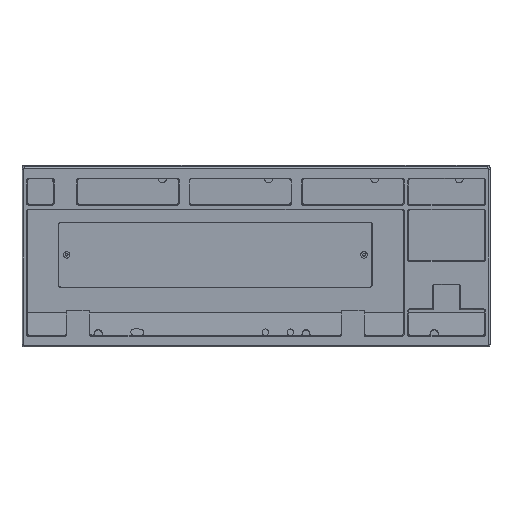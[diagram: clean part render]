
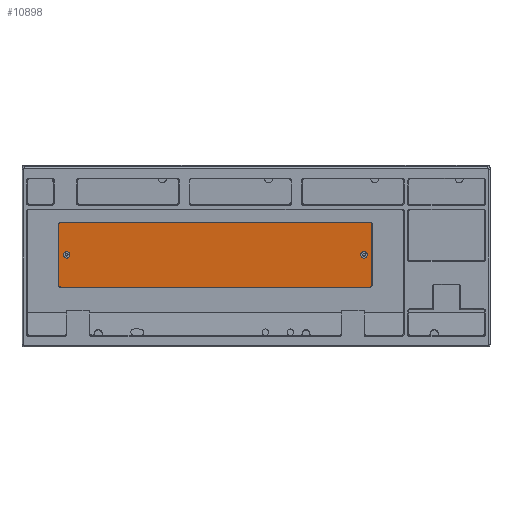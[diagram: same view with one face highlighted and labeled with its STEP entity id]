
A CAD part, top view. The second image highlights one B-rep face of the part: STEP entity #10898.
In plain terms, the highlighted planar face has unit normal (0, -0.079, 0.997).
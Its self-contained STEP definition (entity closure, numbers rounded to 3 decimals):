
#228=FACE_BOUND('',#3600,.T.);
#229=FACE_BOUND('',#3601,.T.);
#1119=LINE('',#19902,#2020);
#1125=LINE('',#19922,#2026);
#1128=LINE('',#19930,#2029);
#1130=LINE('',#19936,#2031);
#2020=VECTOR('',#15559,10.);
#2026=VECTOR('',#15579,10.);
#2029=VECTOR('',#15588,10.);
#2031=VECTOR('',#15596,10.);
#2936=FACE_OUTER_BOUND('',#3599,.T.);
#3599=EDGE_LOOP('',(#10044,#10045,#10046,#10047,#10048,#10049,#10050,#10051));
#3600=EDGE_LOOP('',(#10052));
#3601=EDGE_LOOP('',(#10053));
#4222=CIRCLE('',#12163,2.5);
#4225=CIRCLE('',#12168,2.5);
#4227=CIRCLE('',#12172,2.);
#4232=CIRCLE('',#12180,2.);
#4233=CIRCLE('',#12183,2.);
#4234=CIRCLE('',#12186,2.);
#5239=VERTEX_POINT('',#19871);
#5242=VERTEX_POINT('',#19881);
#5244=VERTEX_POINT('',#19889);
#5245=VERTEX_POINT('',#19890);
#5249=VERTEX_POINT('',#19900);
#5255=VERTEX_POINT('',#19916);
#5256=VERTEX_POINT('',#19920);
#5257=VERTEX_POINT('',#19924);
#5258=VERTEX_POINT('',#19928);
#5259=VERTEX_POINT('',#19932);
#6826=EDGE_CURVE('',#5239,#5239,#4222,.T.);
#6831=EDGE_CURVE('',#5242,#5242,#4225,.T.);
#6834=EDGE_CURVE('',#5244,#5245,#4227,.T.);
#6840=EDGE_CURVE('',#5244,#5249,#1119,.T.);
#6847=EDGE_CURVE('',#5255,#5249,#4232,.T.);
#6850=EDGE_CURVE('',#5255,#5256,#1125,.T.);
#6851=EDGE_CURVE('',#5257,#5256,#4233,.T.);
#6854=EDGE_CURVE('',#5257,#5258,#1128,.T.);
#6855=EDGE_CURVE('',#5259,#5258,#4234,.T.);
#6857=EDGE_CURVE('',#5259,#5245,#1130,.T.);
#10044=ORIENTED_EDGE('',*,*,#6834,.F.);
#10045=ORIENTED_EDGE('',*,*,#6840,.T.);
#10046=ORIENTED_EDGE('',*,*,#6847,.F.);
#10047=ORIENTED_EDGE('',*,*,#6850,.T.);
#10048=ORIENTED_EDGE('',*,*,#6851,.F.);
#10049=ORIENTED_EDGE('',*,*,#6854,.T.);
#10050=ORIENTED_EDGE('',*,*,#6855,.F.);
#10051=ORIENTED_EDGE('',*,*,#6857,.T.);
#10052=ORIENTED_EDGE('',*,*,#6826,.T.);
#10053=ORIENTED_EDGE('',*,*,#6831,.T.);
#10290=PLANE('',#12188);
#10898=ADVANCED_FACE('',(#2936,#228,#229),#10290,.T.);
#12163=AXIS2_PLACEMENT_3D('',#19873,#15528,#15529);
#12168=AXIS2_PLACEMENT_3D('',#19883,#15540,#15541);
#12172=AXIS2_PLACEMENT_3D('',#19891,#15549,#15550);
#12180=AXIS2_PLACEMENT_3D('',#19917,#15573,#15574);
#12183=AXIS2_PLACEMENT_3D('',#19925,#15582,#15583);
#12186=AXIS2_PLACEMENT_3D('',#19933,#15591,#15592);
#12188=AXIS2_PLACEMENT_3D('',#19937,#15597,#15598);
#15528=DIRECTION('center_axis',(0.,0.078,-0.997));
#15529=DIRECTION('ref_axis',(1.,0.,0.));
#15540=DIRECTION('center_axis',(0.,0.078,-0.997));
#15541=DIRECTION('ref_axis',(1.,0.,0.));
#15549=DIRECTION('center_axis',(0.,0.078,-0.997));
#15550=DIRECTION('ref_axis',(0.707,-0.705,-0.055));
#15559=DIRECTION('',(0.,0.997,0.078));
#15573=DIRECTION('center_axis',(0.,0.078,-0.997));
#15574=DIRECTION('ref_axis',(0.707,0.705,0.055));
#15579=DIRECTION('',(-1.,0.,0.));
#15582=DIRECTION('center_axis',(0.,0.078,-0.997));
#15583=DIRECTION('ref_axis',(-0.707,0.705,0.055));
#15588=DIRECTION('',(0.,-0.997,-0.078));
#15591=DIRECTION('center_axis',(0.,0.078,-0.997));
#15592=DIRECTION('ref_axis',(-0.707,-0.705,-0.055));
#15596=DIRECTION('',(1.,0.,0.));
#15597=DIRECTION('center_axis',(0.,-0.078,0.997));
#15598=DIRECTION('ref_axis',(1.,0.,0.));
#19871=CARTESIAN_POINT('',(-15.812,12.386,-4.521));
#19873=CARTESIAN_POINT('Origin',(-13.312,12.386,-4.521));
#19881=CARTESIAN_POINT('',(210.817,12.386,-4.521));
#19883=CARTESIAN_POINT('Origin',(213.317,12.386,-4.521));
#19889=CARTESIAN_POINT('',(219.317,-10.344,-6.31));
#19890=CARTESIAN_POINT('',(217.317,-12.337,-6.466));
#19891=CARTESIAN_POINT('Origin',(217.317,-10.344,-6.31));
#19900=CARTESIAN_POINT('',(219.317,35.116,-2.732));
#19902=CARTESIAN_POINT('',(219.317,-12.337,-6.466));
#19916=CARTESIAN_POINT('',(217.317,37.11,-2.575));
#19917=CARTESIAN_POINT('Origin',(217.317,35.116,-2.732));
#19920=CARTESIAN_POINT('',(-17.312,37.11,-2.575));
#19922=CARTESIAN_POINT('',(219.317,37.11,-2.575));
#19924=CARTESIAN_POINT('',(-19.312,35.116,-2.732));
#19925=CARTESIAN_POINT('Origin',(-17.312,35.116,-2.732));
#19928=CARTESIAN_POINT('',(-19.312,-10.344,-6.31));
#19930=CARTESIAN_POINT('',(-19.312,37.11,-2.575));
#19932=CARTESIAN_POINT('',(-17.312,-12.337,-6.466));
#19933=CARTESIAN_POINT('Origin',(-17.312,-10.344,-6.31));
#19936=CARTESIAN_POINT('',(-19.312,-12.337,-6.466));
#19937=CARTESIAN_POINT('Origin',(100.002,12.386,-4.521));
